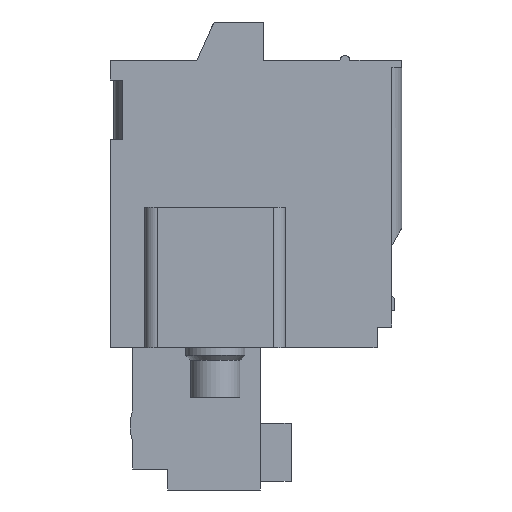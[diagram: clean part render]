
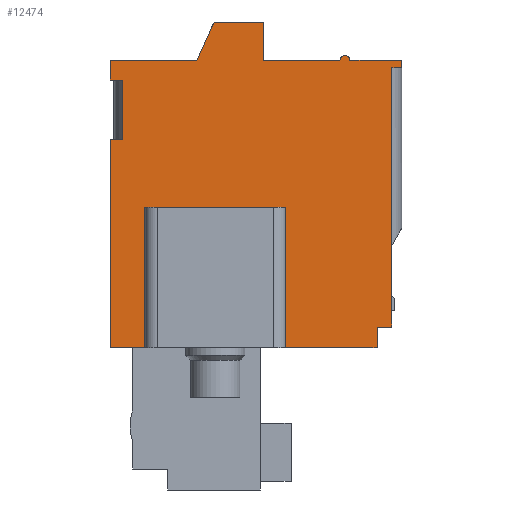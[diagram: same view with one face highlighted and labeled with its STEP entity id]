
A CAD part, left-side view. The second image highlights one B-rep face of the part: STEP entity #12474.
In plain terms, the highlighted planar face has unit normal (-1, 0, 0).
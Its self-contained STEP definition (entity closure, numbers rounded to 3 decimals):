
#212=LINE('',#17555,#1851);
#216=LINE('',#17567,#1855);
#228=LINE('',#17603,#1867);
#403=LINE('',#17989,#2042);
#421=LINE('',#18025,#2060);
#459=LINE('',#18109,#2098);
#472=LINE('',#18145,#2111);
#673=LINE('',#18555,#2312);
#681=LINE('',#18568,#2320);
#684=LINE('',#18574,#2323);
#686=LINE('',#18577,#2325);
#687=LINE('',#18579,#2326);
#689=LINE('',#18584,#2328);
#693=LINE('',#18599,#2332);
#696=LINE('',#18604,#2335);
#697=LINE('',#18606,#2336);
#699=LINE('',#18610,#2338);
#700=LINE('',#18612,#2339);
#714=LINE('',#18648,#2353);
#715=LINE('',#18650,#2354);
#716=LINE('',#18651,#2355);
#1851=VECTOR('',#14208,1000.);
#1855=VECTOR('',#14216,1000.);
#1867=VECTOR('',#14242,1000.);
#2042=VECTOR('',#14467,1000.);
#2060=VECTOR('',#14487,1000.);
#2098=VECTOR('',#14539,1000.);
#2111=VECTOR('',#14566,1000.);
#2312=VECTOR('',#14905,1000.);
#2320=VECTOR('',#14915,1000.);
#2323=VECTOR('',#14920,1000.);
#2325=VECTOR('',#14924,1000.);
#2326=VECTOR('',#14927,1000.);
#2328=VECTOR('',#14933,1000.);
#2332=VECTOR('',#14955,1000.);
#2335=VECTOR('',#14960,1000.);
#2336=VECTOR('',#14963,1000.);
#2338=VECTOR('',#14967,1000.);
#2339=VECTOR('',#14970,1000.);
#2353=VECTOR('',#14994,1000.);
#2354=VECTOR('',#14997,1000.);
#2355=VECTOR('',#14998,1000.);
#4249=ORIENTED_EDGE('',*,*,#7723,.F.);
#4250=ORIENTED_EDGE('',*,*,#7184,.F.);
#4251=ORIENTED_EDGE('',*,*,#7724,.T.);
#4252=ORIENTED_EDGE('',*,*,#7161,.T.);
#4253=ORIENTED_EDGE('',*,*,#7700,.T.);
#4254=ORIENTED_EDGE('',*,*,#7701,.T.);
#4255=ORIENTED_EDGE('',*,*,#7392,.T.);
#4256=ORIENTED_EDGE('',*,*,#7703,.T.);
#4257=ORIENTED_EDGE('',*,*,#7704,.T.);
#4258=ORIENTED_EDGE('',*,*,#7722,.T.);
#4259=ORIENTED_EDGE('',*,*,#7666,.T.);
#4260=ORIENTED_EDGE('',*,*,#7669,.T.);
#4261=ORIENTED_EDGE('',*,*,#7677,.T.);
#4262=ORIENTED_EDGE('',*,*,#7680,.T.);
#4263=ORIENTED_EDGE('',*,*,#7682,.T.);
#4264=ORIENTED_EDGE('',*,*,#7452,.T.);
#4265=ORIENTED_EDGE('',*,*,#7683,.T.);
#4266=ORIENTED_EDGE('',*,*,#7686,.T.);
#4267=ORIENTED_EDGE('',*,*,#7434,.T.);
#4268=ORIENTED_EDGE('',*,*,#7697,.T.);
#4269=ORIENTED_EDGE('',*,*,#7374,.T.);
#4270=ORIENTED_EDGE('',*,*,#7167,.T.);
#7161=EDGE_CURVE('',#8997,#8996,#212,.T.);
#7167=EDGE_CURVE('',#9003,#9002,#216,.T.);
#7184=EDGE_CURVE('',#9019,#9020,#228,.T.);
#7374=EDGE_CURVE('',#9206,#9003,#403,.T.);
#7392=EDGE_CURVE('',#9223,#9224,#421,.T.);
#7434=EDGE_CURVE('',#9262,#9261,#459,.T.);
#7452=EDGE_CURVE('',#9278,#9279,#472,.T.);
#7666=EDGE_CURVE('',#9416,#9417,#10251,.T.);
#7669=EDGE_CURVE('',#9417,#9418,#673,.T.);
#7677=EDGE_CURVE('',#9418,#9421,#681,.T.);
#7680=EDGE_CURVE('',#9421,#9423,#684,.T.);
#7682=EDGE_CURVE('',#9423,#9278,#686,.T.);
#7683=EDGE_CURVE('',#9279,#9424,#687,.T.);
#7686=EDGE_CURVE('',#9424,#9262,#689,.T.);
#7697=EDGE_CURVE('',#9261,#9206,#693,.T.);
#7700=EDGE_CURVE('',#8996,#9427,#696,.T.);
#7701=EDGE_CURVE('',#9427,#9223,#697,.T.);
#7703=EDGE_CURVE('',#9224,#9428,#699,.T.);
#7704=EDGE_CURVE('',#9428,#9429,#700,.T.);
#7722=EDGE_CURVE('',#9429,#9416,#714,.T.);
#7723=EDGE_CURVE('',#9020,#9002,#715,.T.);
#7724=EDGE_CURVE('',#9019,#8997,#716,.T.);
#8996=VERTEX_POINT('',#17554);
#8997=VERTEX_POINT('',#17556);
#9002=VERTEX_POINT('',#17566);
#9003=VERTEX_POINT('',#17568);
#9019=VERTEX_POINT('',#17602);
#9020=VERTEX_POINT('',#17604);
#9206=VERTEX_POINT('',#17990);
#9223=VERTEX_POINT('',#18026);
#9224=VERTEX_POINT('',#18027);
#9261=VERTEX_POINT('',#18108);
#9262=VERTEX_POINT('',#18110);
#9278=VERTEX_POINT('',#18146);
#9279=VERTEX_POINT('',#18147);
#9416=VERTEX_POINT('',#18550);
#9417=VERTEX_POINT('',#18551);
#9418=VERTEX_POINT('',#18556);
#9421=VERTEX_POINT('',#18567);
#9423=VERTEX_POINT('',#18573);
#9424=VERTEX_POINT('',#18580);
#9427=VERTEX_POINT('',#18603);
#9428=VERTEX_POINT('',#18609);
#9429=VERTEX_POINT('',#18613);
#10251=CIRCLE('',#13466,0.2);
#10500=EDGE_LOOP('',(#4249,#4250,#4251,#4252,#4253,#4254,#4255,#4256,#4257,
#4258,#4259,#4260,#4261,#4262,#4263,#4264,#4265,#4266,#4267,#4268,#4269,
#4270));
#11225=FACE_BOUND('',#10500,.T.);
#11911=PLANE('',#13492);
#12474=ADVANCED_FACE('',(#11225),#11911,.T.);
#13466=AXIS2_PLACEMENT_3D('',#18549,#14899,#14900);
#13492=AXIS2_PLACEMENT_3D('',#18649,#14995,#14996);
#14208=DIRECTION('',(0.,-1.,0.));
#14216=DIRECTION('',(0.,-1.,0.));
#14242=DIRECTION('',(0.,1.,0.));
#14467=DIRECTION('',(0.,0.,-1.));
#14487=DIRECTION('',(0.,0.,1.));
#14539=DIRECTION('',(0.,0.,-1.));
#14566=DIRECTION('',(0.,1.,0.));
#14899=DIRECTION('',(-1.,0.,0.));
#14900=DIRECTION('',(0.,-1.,0.));
#14905=DIRECTION('',(0.,1.,0.));
#14915=DIRECTION('',(0.,0.,1.));
#14920=DIRECTION('',(0.,1.,0.));
#14924=DIRECTION('',(0.,0.412,-0.911));
#14927=DIRECTION('',(0.,0.,-1.));
#14933=DIRECTION('',(0.,-1.,0.));
#14955=DIRECTION('',(0.,1.,0.));
#14960=DIRECTION('',(0.,0.,1.));
#14963=DIRECTION('',(0.,-1.,0.));
#14967=DIRECTION('',(0.,-1.,0.));
#14970=DIRECTION('',(0.,0.,1.));
#14994=DIRECTION('',(0.,1.,0.));
#14995=DIRECTION('',(-1.,0.,0.));
#14996=DIRECTION('',(0.,0.,1.));
#14997=DIRECTION('',(0.,0.,-1.));
#14998=DIRECTION('',(0.,0.,-1.));
#17554=CARTESIAN_POINT('',(-5.3,-5.4,-6.1));
#17555=CARTESIAN_POINT('',(-5.3,5.4,-6.1));
#17556=CARTESIAN_POINT('',(-5.3,-1.7,-6.1));
#17566=CARTESIAN_POINT('',(-5.3,4.,-6.1));
#17567=CARTESIAN_POINT('',(-5.3,5.4,-6.1));
#17568=CARTESIAN_POINT('',(-5.3,5.4,-6.1));
#17602=CARTESIAN_POINT('',(-5.3,-1.7,-0.4));
#17603=CARTESIAN_POINT('',(-5.3,-1.7,-0.4));
#17604=CARTESIAN_POINT('',(-5.3,4.,-0.4));
#17989=CARTESIAN_POINT('',(-5.3,5.4,2.35));
#17990=CARTESIAN_POINT('',(-5.3,5.4,2.35));
#18025=CARTESIAN_POINT('',(-5.3,-6.,-5.25));
#18026=CARTESIAN_POINT('',(-5.3,-6.,-5.25));
#18027=CARTESIAN_POINT('',(-5.3,-6.,5.25));
#18108=CARTESIAN_POINT('',(-5.3,4.9,2.35));
#18109=CARTESIAN_POINT('',(-5.3,4.9,4.75));
#18110=CARTESIAN_POINT('',(-5.3,4.9,4.75));
#18145=CARTESIAN_POINT('',(-5.3,1.9,5.55));
#18146=CARTESIAN_POINT('',(-5.3,1.9,5.55));
#18147=CARTESIAN_POINT('',(-5.3,5.4,5.55));
#18549=CARTESIAN_POINT('',(-5.3,-4.1,5.55));
#18550=CARTESIAN_POINT('',(-5.3,-4.3,5.55));
#18551=CARTESIAN_POINT('',(-5.3,-3.9,5.55));
#18555=CARTESIAN_POINT('',(-5.3,-3.9,5.55));
#18556=CARTESIAN_POINT('',(-5.3,-0.8,5.55));
#18567=CARTESIAN_POINT('',(-5.3,-0.8,7.1));
#18568=CARTESIAN_POINT('',(-5.3,-0.8,5.55));
#18573=CARTESIAN_POINT('',(-5.3,1.2,7.1));
#18574=CARTESIAN_POINT('',(-5.3,-0.8,7.1));
#18577=CARTESIAN_POINT('',(-5.3,1.2,7.1));
#18579=CARTESIAN_POINT('',(-5.3,5.4,5.55));
#18580=CARTESIAN_POINT('',(-5.3,5.4,4.75));
#18584=CARTESIAN_POINT('',(-5.3,5.4,4.75));
#18599=CARTESIAN_POINT('',(-5.3,4.9,2.35));
#18603=CARTESIAN_POINT('',(-5.3,-5.4,-5.25));
#18604=CARTESIAN_POINT('',(-5.3,-5.4,-6.1));
#18606=CARTESIAN_POINT('',(-5.3,-5.4,-5.25));
#18609=CARTESIAN_POINT('',(-5.3,-6.4,5.25));
#18610=CARTESIAN_POINT('',(-5.3,-6.,5.25));
#18612=CARTESIAN_POINT('',(-5.3,-6.4,5.25));
#18613=CARTESIAN_POINT('',(-5.3,-6.4,5.55));
#18648=CARTESIAN_POINT('',(-5.3,-6.4,5.55));
#18649=CARTESIAN_POINT('',(-5.3,-4.1,5.55));
#18650=CARTESIAN_POINT('',(-5.3,4.,-0.4));
#18651=CARTESIAN_POINT('',(-5.3,-1.7,-0.4));
